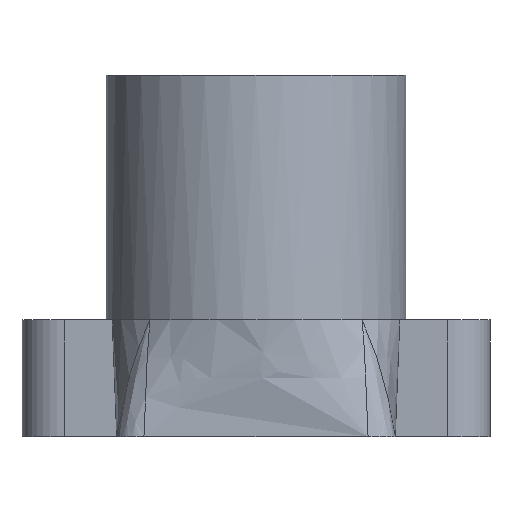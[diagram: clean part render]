
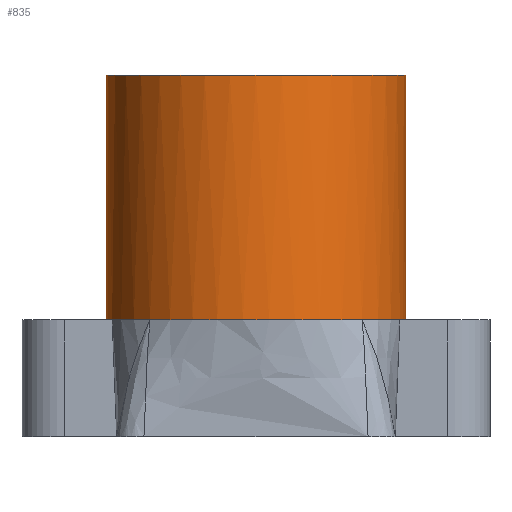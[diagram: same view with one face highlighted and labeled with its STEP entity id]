
A CAD part, front view. The second image highlights one B-rep face of the part: STEP entity #835.
In plain terms, the highlighted cylindrical face has radius 7.05 mm (diameter 14.1 mm), a partial arc.
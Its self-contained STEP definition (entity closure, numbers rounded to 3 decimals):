
#10 = ORIENTED_EDGE ( 'NONE', *, *, #787, .T. ) ;
#35 = AXIS2_PLACEMENT_3D ( 'NONE', #1001, #988, #140 ) ;
#46 = LINE ( 'NONE', #743, #1177 ) ;
#60 = EDGE_CURVE ( 'NONE', #946, #171, #1434, .T. ) ;
#76 = ORIENTED_EDGE ( 'NONE', *, *, #60, .T. ) ;
#101 = ORIENTED_EDGE ( 'NONE', *, *, #938, .F. ) ;
#104 = CARTESIAN_POINT ( 'NONE',  ( 6.929, -1.345, 5.5 ) ) ;
#118 = CARTESIAN_POINT ( 'NONE',  ( -6.76, -2., 5.5 ) ) ;
#140 = DIRECTION ( 'NONE',  ( -1., 0., 0. ) ) ;
#147 = CARTESIAN_POINT ( 'NONE',  ( -7.05, 0., 17. ) ) ;
#169 = CARTESIAN_POINT ( 'NONE',  ( -6.856, -1.676, 5.5 ) ) ;
#171 = VERTEX_POINT ( 'NONE', #147 ) ;
#204 = CIRCLE ( 'NONE', #2114, 7.05 ) ;
#222 = CARTESIAN_POINT ( 'NONE',  ( 4.985, -4.985, 5.5 ) ) ;
#240 = B_SPLINE_CURVE_WITH_KNOTS ( 'NONE', 3,
 ( #322, #276, #1691, #104, #1525, #685 ),
 .UNSPECIFIED., .F., .F.,
 ( 4, 2, 4 ),
 ( 0.5, 0.75, 1. ),
 .UNSPECIFIED. ) ;
#248 = CYLINDRICAL_SURFACE ( 'NONE', #1269, 7.05 ) ;
#276 = CARTESIAN_POINT ( 'NONE',  ( 7.05, -0.34, 5.5 ) ) ;
#302 = DIRECTION ( 'NONE',  ( 1., 0., 0. ) ) ;
#314 = ORIENTED_EDGE ( 'NONE', *, *, #367, .T. ) ;
#322 = CARTESIAN_POINT ( 'NONE',  ( 7.05, 0., 5.5 ) ) ;
#357 = ORIENTED_EDGE ( 'NONE', *, *, #1696, .T. ) ;
#367 = EDGE_CURVE ( 'NONE', #171, #1876, #1980, .T. ) ;
#422 = CARTESIAN_POINT ( 'NONE',  ( 0., 0., 5.5 ) ) ;
#437 = VERTEX_POINT ( 'NONE', #2246 ) ;
#548 = EDGE_CURVE ( 'NONE', #946, #728, #46, .T. ) ;
#573 = VECTOR ( 'NONE', #1608, 1000. ) ;
#612 = CARTESIAN_POINT ( 'NONE',  ( 0., 0., 5.5 ) ) ;
#627 = CARTESIAN_POINT ( 'NONE',  ( -6.929, -1.344, 5.5 ) ) ;
#656 = ORIENTED_EDGE ( 'NONE', *, *, #1868, .T. ) ;
#685 = CARTESIAN_POINT ( 'NONE',  ( 6.76, -2., 5.5 ) ) ;
#689 = ORIENTED_EDGE ( 'NONE', *, *, #1516, .F. ) ;
#728 = VERTEX_POINT ( 'NONE', #2199 ) ;
#743 = CARTESIAN_POINT ( 'NONE',  ( 7.05, 0., 49.94 ) ) ;
#787 = EDGE_CURVE ( 'NONE', #1013, #1788, #940, .T. ) ;
#802 = FACE_OUTER_BOUND ( 'NONE', #1976, .T. ) ;
#809 = DIRECTION ( 'NONE',  ( 0., 0., 1. ) ) ;
#815 = CARTESIAN_POINT ( 'NONE',  ( -7.05, 0., 5.5 ) ) ;
#822 = CARTESIAN_POINT ( 'NONE',  ( 0., 0., 5.5 ) ) ;
#835 = ADVANCED_FACE ( 'NONE', ( #802 ), #248, .T. ) ;
#887 = B_SPLINE_CURVE_WITH_KNOTS ( 'NONE', 3,
 ( #118, #169, #627, #1342, #990, #815 ),
 .UNSPECIFIED., .F., .F.,
 ( 4, 2, 4 ),
 ( 0.454, 0.477, 0.5 ),
 .UNSPECIFIED. ) ;
#888 = CIRCLE ( 'NONE', #1327, 7.05 ) ;
#911 = ORIENTED_EDGE ( 'NONE', *, *, #548, .F. ) ;
#938 = EDGE_CURVE ( 'NONE', #1009, #1876, #887, .T. ) ;
#940 = CIRCLE ( 'NONE', #1874, 7.05 ) ;
#946 = VERTEX_POINT ( 'NONE', #1366 ) ;
#988 = DIRECTION ( 'NONE',  ( 0., 0., -1. ) ) ;
#990 = CARTESIAN_POINT ( 'NONE',  ( -7.05, -0.339, 5.5 ) ) ;
#1001 = CARTESIAN_POINT ( 'NONE',  ( 0., 0., 17. ) ) ;
#1009 = VERTEX_POINT ( 'NONE', #1985 ) ;
#1013 = VERTEX_POINT ( 'NONE', #222 ) ;
#1088 = CARTESIAN_POINT ( 'NONE',  ( -7.05, 0., 49.94 ) ) ;
#1177 = VECTOR ( 'NONE', #1296, 1000. ) ;
#1269 = AXIS2_PLACEMENT_3D ( 'NONE', #1912, #2215, #2092 ) ;
#1296 = DIRECTION ( 'NONE',  ( 0., 0., -1. ) ) ;
#1327 = AXIS2_PLACEMENT_3D ( 'NONE', #822, #2055, #2034 ) ;
#1342 = CARTESIAN_POINT ( 'NONE',  ( -7.026, -0.676, 5.5 ) ) ;
#1366 = CARTESIAN_POINT ( 'NONE',  ( 7.05, 0., 17. ) ) ;
#1434 = CIRCLE ( 'NONE', #35, 7.05 ) ;
#1471 = CARTESIAN_POINT ( 'NONE',  ( 6.76, -2., 5.5 ) ) ;
#1516 = EDGE_CURVE ( 'NONE', #728, #1788, #240, .T. ) ;
#1525 = CARTESIAN_POINT ( 'NONE',  ( 6.856, -1.676, 5.5 ) ) ;
#1608 = DIRECTION ( 'NONE',  ( 0., 0., -1. ) ) ;
#1662 = DIRECTION ( 'NONE',  ( 1., 0., 0. ) ) ;
#1691 = CARTESIAN_POINT ( 'NONE',  ( 7.026, -0.675, 5.5 ) ) ;
#1696 = EDGE_CURVE ( 'NONE', #1009, #437, #888, .T. ) ;
#1788 = VERTEX_POINT ( 'NONE', #1471 ) ;
#1868 = EDGE_CURVE ( 'NONE', #437, #1013, #204, .T. ) ;
#1874 = AXIS2_PLACEMENT_3D ( 'NONE', #422, #2185, #1662 ) ;
#1876 = VERTEX_POINT ( 'NONE', #2211 ) ;
#1912 = CARTESIAN_POINT ( 'NONE',  ( 0., 0., 49.94 ) ) ;
#1976 = EDGE_LOOP ( 'NONE', ( #911, #76, #314, #101, #357, #656, #10, #689 ) ) ;
#1980 = LINE ( 'NONE', #1088, #573 ) ;
#1985 = CARTESIAN_POINT ( 'NONE',  ( -6.76, -2., 5.5 ) ) ;
#2034 = DIRECTION ( 'NONE',  ( 1., 0., 0. ) ) ;
#2055 = DIRECTION ( 'NONE',  ( 0., 0., 1. ) ) ;
#2092 = DIRECTION ( 'NONE',  ( -1., 0., 0. ) ) ;
#2114 = AXIS2_PLACEMENT_3D ( 'NONE', #612, #809, #302 ) ;
#2185 = DIRECTION ( 'NONE',  ( 0., 0., 1. ) ) ;
#2199 = CARTESIAN_POINT ( 'NONE',  ( 7.05, 0., 5.5 ) ) ;
#2211 = CARTESIAN_POINT ( 'NONE',  ( -7.05, 0., 5.5 ) ) ;
#2215 = DIRECTION ( 'NONE',  ( 0., 0., -1. ) ) ;
#2246 = CARTESIAN_POINT ( 'NONE',  ( -4.985, -4.985, 5.5 ) ) ;
